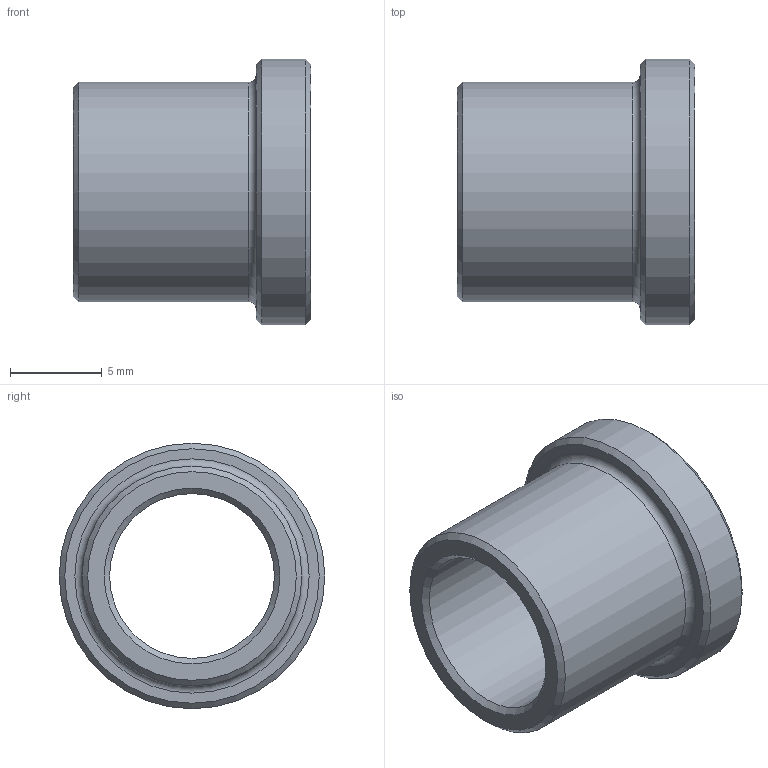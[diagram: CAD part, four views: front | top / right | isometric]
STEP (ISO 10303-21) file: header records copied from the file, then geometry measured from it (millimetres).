
FILE_DESCRIPTION(/* description */ (''),/* implementation_level */ '2;1');
FILE_NAME(/* name */ '3D_R666-SE-12-DN10_17113300.stp',/* time_stamp */ '2021-06-17T15:06:12+02:00',/* author */ ('cad'),/* organization */ (''),/* preprocessor_version */ 'ST-DEVELOPER v18.1',/* originating_system */ 'Autodesk Inventor 2022',/* authorisation */ '');
FILE_SCHEMA (('AUTOMOTIVE_DESIGN { 1 0 10303 214 3 1 1 }'));
Length unit declared in the file: millimetre
Products named in the file (1): 3D_R666-SE-12-DN10_17113300
Bounding box: 13 x 14.5 x 14.5 mm (x, y, z)
Volume: 792.3 mm3; surface area: 1045.2 mm2
Topology: 1 solids, 1 shells, 12 faces, 27 edges, 18 vertices
Faces by surface type: cone 5, cylinder 3, plane 3, torus 1
Full cylindrical faces by diameter (mm): 9 x1, 12 x1, 14.5 x1
Entity records: 395 total; most frequent: DIRECTION 72, CARTESIAN_POINT 58, ORIENTED_EDGE 54, AXIS2_PLACEMENT_3D 32, EDGE_CURVE 27, CIRCLE 19, VERTEX_POINT 18, EDGE_LOOP 15
